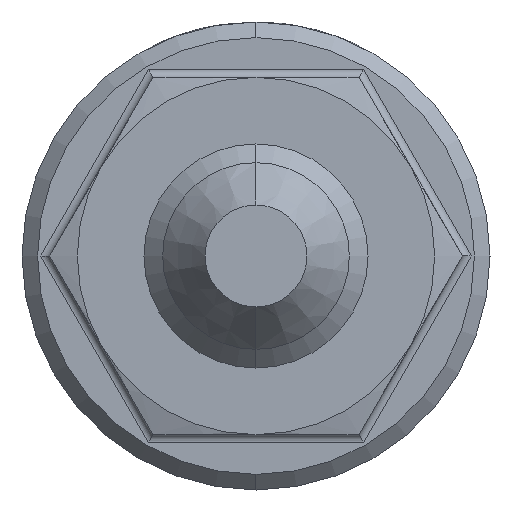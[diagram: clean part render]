
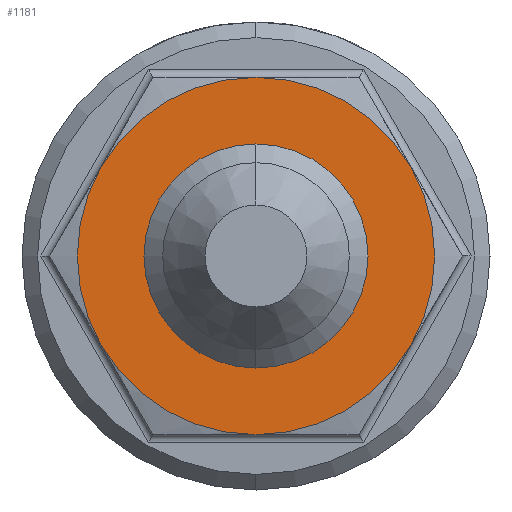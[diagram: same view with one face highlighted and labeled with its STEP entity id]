
A CAD part, left-side view. The second image highlights one B-rep face of the part: STEP entity #1181.
In plain terms, the highlighted planar face has unit normal (-1, 0, 0).
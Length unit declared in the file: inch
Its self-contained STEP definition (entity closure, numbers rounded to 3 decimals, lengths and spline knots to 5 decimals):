
#30 = CARTESIAN_POINT ( 'NONE',  ( 0.55, 0.29748, -0.17175 ) ) ;
#80 = VERTEX_POINT ( 'NONE', #2439 ) ;
#88 = DIRECTION ( 'NONE',  ( -1., 0., 0. ) ) ;
#93 = CARTESIAN_POINT ( 'NONE',  ( 0.55, 0., -0.213 ) ) ;
#281 = DIRECTION ( 'NONE',  ( -1., 0., 0. ) ) ;
#331 = VERTEX_POINT ( 'NONE', #30 ) ;
#363 = DIRECTION ( 'NONE',  ( -1., 0., 0. ) ) ;
#416 = CARTESIAN_POINT ( 'NONE',  ( 0.55, 0., 0. ) ) ;
#452 = EDGE_CURVE ( 'NONE', #4822, #331, #1055, .T. ) ;
#484 = CARTESIAN_POINT ( 'NONE',  ( 0.55, 0., 0. ) ) ;
#535 = CARTESIAN_POINT ( 'NONE',  ( 0.55, 0., 0. ) ) ;
#536 = AXIS2_PLACEMENT_3D ( 'NONE', #4911, #4888, #4110 ) ;
#548 = ORIENTED_EDGE ( 'NONE', *, *, #4058, .T. ) ;
#805 = CIRCLE ( 'NONE', #920, 0.3435 ) ;
#920 = AXIS2_PLACEMENT_3D ( 'NONE', #535, #922, #1740 ) ;
#922 = DIRECTION ( 'NONE',  ( -1., 0., 0. ) ) ;
#932 = CIRCLE ( 'NONE', #1011, 0.3435 ) ;
#937 = AXIS2_PLACEMENT_3D ( 'NONE', #2659, #281, #1824 ) ;
#1011 = AXIS2_PLACEMENT_3D ( 'NONE', #4660, #363, #3490 ) ;
#1015 = PLANE ( 'NONE',  #3475 ) ;
#1028 = DIRECTION ( 'NONE',  ( 0., 0., -1. ) ) ;
#1055 = CIRCLE ( 'NONE', #2998, 0.3435 ) ;
#1116 = CIRCLE ( 'NONE', #2248, 0.3435 ) ;
#1163 = EDGE_CURVE ( 'NONE', #80, #3003, #805, .T. ) ;
#1181 = ADVANCED_FACE ( 'NONE', ( #2332, #1266 ), #1015, .F. ) ;
#1198 = DIRECTION ( 'NONE',  ( 0., 0., 1. ) ) ;
#1266 = FACE_OUTER_BOUND ( 'NONE', #2399, .T. ) ;
#1615 = ORIENTED_EDGE ( 'NONE', *, *, #452, .T. ) ;
#1633 = CIRCLE ( 'NONE', #1661, 0.213 ) ;
#1661 = AXIS2_PLACEMENT_3D ( 'NONE', #416, #3555, #1198 ) ;
#1685 = DIRECTION ( 'NONE',  ( 0., 0., 1. ) ) ;
#1721 = EDGE_LOOP ( 'NONE', ( #3020, #2151 ) ) ;
#1740 = DIRECTION ( 'NONE',  ( 0., 0., 1. ) ) ;
#1824 = DIRECTION ( 'NONE',  ( 0., 0., 1. ) ) ;
#1842 = DIRECTION ( 'NONE',  ( 1., 0., 0. ) ) ;
#1890 = CARTESIAN_POINT ( 'NONE',  ( 0.55, 0., 0.213 ) ) ;
#1925 = VERTEX_POINT ( 'NONE', #1890 ) ;
#1979 = DIRECTION ( 'NONE',  ( -1., 0., 0. ) ) ;
#2151 = ORIENTED_EDGE ( 'NONE', *, *, #2430, .F. ) ;
#2214 = CARTESIAN_POINT ( 'NONE',  ( 0.55, 0., -0.3435 ) ) ;
#2248 = AXIS2_PLACEMENT_3D ( 'NONE', #4324, #1979, #4725 ) ;
#2332 = FACE_BOUND ( 'NONE', #1721, .T. ) ;
#2364 = ORIENTED_EDGE ( 'NONE', *, *, #4617, .T. ) ;
#2399 = EDGE_LOOP ( 'NONE', ( #5025, #1615, #2364, #548, #5036, #2898 ) ) ;
#2430 = EDGE_CURVE ( 'NONE', #2813, #1925, #4020, .T. ) ;
#2439 = CARTESIAN_POINT ( 'NONE',  ( 0.55, -0.29748, 0.17175 ) ) ;
#2645 = CARTESIAN_POINT ( 'NONE',  ( 0.55, 0.213, 0. ) ) ;
#2659 = CARTESIAN_POINT ( 'NONE',  ( 0.55, 0., 0. ) ) ;
#2813 = VERTEX_POINT ( 'NONE', #93 ) ;
#2898 = ORIENTED_EDGE ( 'NONE', *, *, #1163, .T. ) ;
#2903 = VERTEX_POINT ( 'NONE', #2214 ) ;
#2998 = AXIS2_PLACEMENT_3D ( 'NONE', #484, #88, #1685 ) ;
#3003 = VERTEX_POINT ( 'NONE', #3388 ) ;
#3020 = ORIENTED_EDGE ( 'NONE', *, *, #4296, .F. ) ;
#3136 = CARTESIAN_POINT ( 'NONE',  ( 0.55, 0., 0. ) ) ;
#3162 = DIRECTION ( 'NONE',  ( 0., 0., 1. ) ) ;
#3251 = EDGE_CURVE ( 'NONE', #4421, #80, #4952, .T. ) ;
#3388 = CARTESIAN_POINT ( 'NONE',  ( 0.55, 0., 0.3435 ) ) ;
#3475 = AXIS2_PLACEMENT_3D ( 'NONE', #2645, #1842, #1028 ) ;
#3490 = DIRECTION ( 'NONE',  ( 0., 0., 1. ) ) ;
#3514 = AXIS2_PLACEMENT_3D ( 'NONE', #3136, #3887, #3162 ) ;
#3555 = DIRECTION ( 'NONE',  ( -1., 0., 0. ) ) ;
#3646 = CARTESIAN_POINT ( 'NONE',  ( 0.55, -0.29748, -0.17175 ) ) ;
#3887 = DIRECTION ( 'NONE',  ( -1., 0., 0. ) ) ;
#3935 = EDGE_CURVE ( 'NONE', #3003, #4822, #4764, .T. ) ;
#4020 = CIRCLE ( 'NONE', #536, 0.213 ) ;
#4058 = EDGE_CURVE ( 'NONE', #2903, #4421, #932, .T. ) ;
#4110 = DIRECTION ( 'NONE',  ( 0., 0., 1. ) ) ;
#4296 = EDGE_CURVE ( 'NONE', #1925, #2813, #1633, .T. ) ;
#4324 = CARTESIAN_POINT ( 'NONE',  ( 0.55, 0., 0. ) ) ;
#4421 = VERTEX_POINT ( 'NONE', #3646 ) ;
#4453 = CARTESIAN_POINT ( 'NONE',  ( 0.55, 0.29748, 0.17175 ) ) ;
#4617 = EDGE_CURVE ( 'NONE', #331, #2903, #1116, .T. ) ;
#4660 = CARTESIAN_POINT ( 'NONE',  ( 0.55, 0., 0. ) ) ;
#4725 = DIRECTION ( 'NONE',  ( 0., 0., 1. ) ) ;
#4764 = CIRCLE ( 'NONE', #937, 0.3435 ) ;
#4822 = VERTEX_POINT ( 'NONE', #4453 ) ;
#4888 = DIRECTION ( 'NONE',  ( -1., 0., 0. ) ) ;
#4911 = CARTESIAN_POINT ( 'NONE',  ( 0.55, 0., 0. ) ) ;
#4952 = CIRCLE ( 'NONE', #3514, 0.3435 ) ;
#5025 = ORIENTED_EDGE ( 'NONE', *, *, #3935, .T. ) ;
#5036 = ORIENTED_EDGE ( 'NONE', *, *, #3251, .T. ) ;
